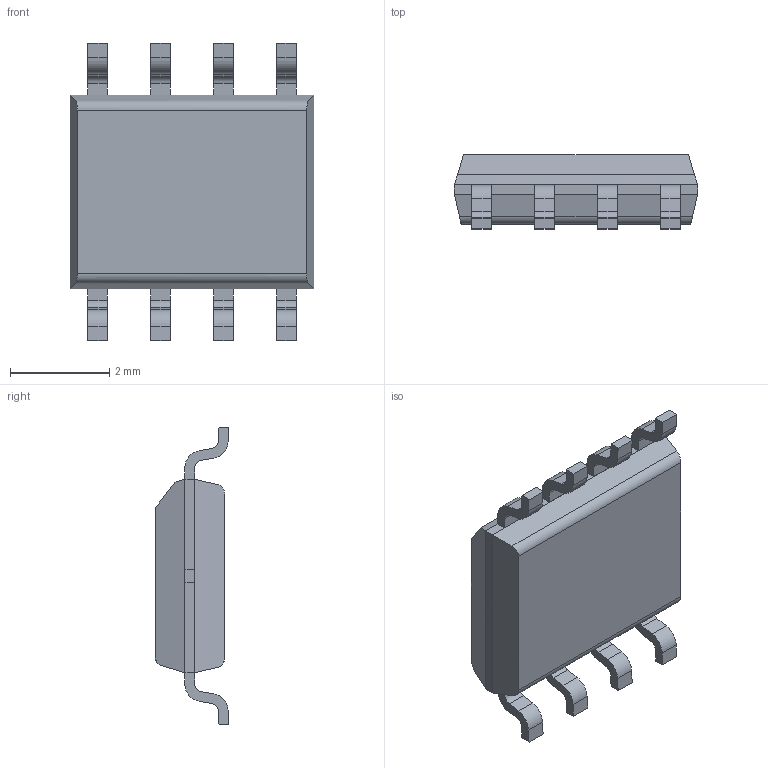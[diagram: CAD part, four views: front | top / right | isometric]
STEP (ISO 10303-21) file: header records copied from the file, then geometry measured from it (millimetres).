
FILE_DESCRIPTION(/* description */ (''),/* implementation_level */ '2;1');
FILE_NAME(/* name */ '5FT18330.stp',/* time_stamp */ '2019-08-22T13:32:13+02:00',/* author */ ('Giovanni MALIENI'),/* organization */ (''),/* preprocessor_version */ 'ST-DEVELOPER v17',/* originating_system */ 'Autodesk Inventor 2019',/* authorisation */ '');
FILE_SCHEMA (('AUTOMOTIVE_DESIGN { 1 0 10303 214 3 1 1 }'));
Length unit declared in the file: millimetre
Products named in the file (5): 5FT18330; Interno; Package; Lead; Lead_MIR
Assembly tree (10 placements, depth 2):
  5FT18330
    Interno
    Package
    Lead  x4
    Lead_MIR  x4
Bounding box: 4.9 x 1.49 x 6 mm (x, y, z)
Volume: 27.2 mm3; surface area: 96.3 mm2
Topology: 18 solids, 18 shells, 260 faces, 680 edges, 456 vertices
Faces by surface type: plane 213, cylinder 47
Full cylindrical faces by diameter (mm): 0.25 x8
Entity records: 5676 total; most frequent: CARTESIAN_POINT 968, ORIENTED_EDGE 928, DIRECTION 910, EDGE_CURVE 464, LINE 402, VECTOR 402, VERTEX_POINT 312, AXIS2_PLACEMENT_3D 254
